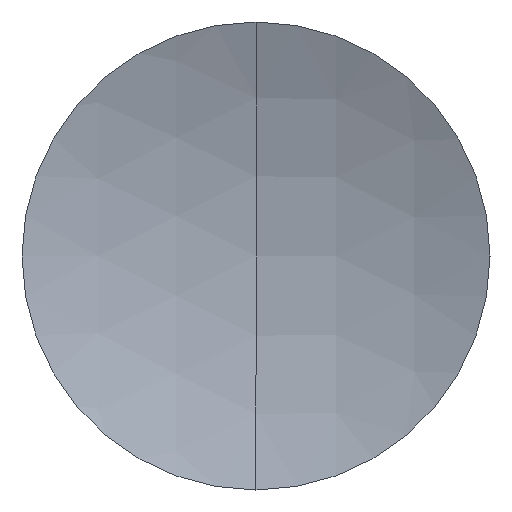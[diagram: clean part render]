
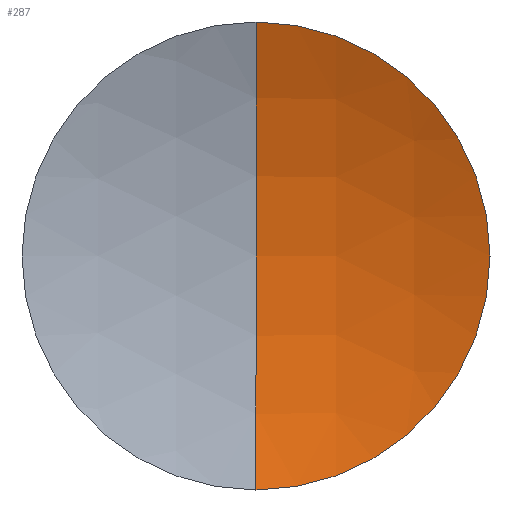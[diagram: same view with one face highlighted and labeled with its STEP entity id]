
A CAD part, left-side view. The second image highlights one B-rep face of the part: STEP entity #287.
In plain terms, the highlighted spherical face has radius 54.838 mm.
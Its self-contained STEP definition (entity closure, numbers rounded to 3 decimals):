
#5 = DIRECTION ( 'NONE',  ( 0., 1., 0. ) ) ;
#23 = DIRECTION ( 'NONE',  ( 0., 0., 1. ) ) ;
#30 = SPHERICAL_SURFACE ( 'NONE', #156, 54.838 ) ;
#53 = AXIS2_PLACEMENT_3D ( 'NONE', #258, #187, #88 ) ;
#56 = CARTESIAN_POINT ( 'NONE',  ( 250.634, 0., 0. ) ) ;
#79 = CIRCLE ( 'NONE', #153, 54.838 ) ;
#88 = DIRECTION ( 'NONE',  ( 0., 0., -1. ) ) ;
#91 = CARTESIAN_POINT ( 'NONE',  ( 250.634, 0., 20. ) ) ;
#110 = ORIENTED_EDGE ( 'NONE', *, *, #273, .T. ) ;
#111 = CIRCLE ( 'NONE', #53, 54.838 ) ;
#113 = VERTEX_POINT ( 'NONE', #239 ) ;
#120 = EDGE_CURVE ( 'NONE', #277, #113, #79, .T. ) ;
#130 = DIRECTION ( 'NONE',  ( 0., 0., 1. ) ) ;
#139 = DIRECTION ( 'NONE',  ( 0., 1., 0. ) ) ;
#149 = AXIS2_PLACEMENT_3D ( 'NONE', #56, #335, #130 ) ;
#153 = AXIS2_PLACEMENT_3D ( 'NONE', #230, #139, #338 ) ;
#154 = CIRCLE ( 'NONE', #149, 20. ) ;
#156 = AXIS2_PLACEMENT_3D ( 'NONE', #198, #5, #23 ) ;
#185 = ORIENTED_EDGE ( 'NONE', *, *, #289, .F. ) ;
#187 = DIRECTION ( 'NONE',  ( 0., -1., 0. ) ) ;
#198 = CARTESIAN_POINT ( 'NONE',  ( 199.573, 0., 0. ) ) ;
#218 = FACE_OUTER_BOUND ( 'NONE', #308, .T. ) ;
#225 = VERTEX_POINT ( 'NONE', #91 ) ;
#230 = CARTESIAN_POINT ( 'NONE',  ( 199.573, 0., 0. ) ) ;
#239 = CARTESIAN_POINT ( 'NONE',  ( 250.634, 0., -20. ) ) ;
#244 = ORIENTED_EDGE ( 'NONE', *, *, #120, .T. ) ;
#258 = CARTESIAN_POINT ( 'NONE',  ( 199.573, 0., 0. ) ) ;
#273 = EDGE_CURVE ( 'NONE', #113, #225, #154, .T. ) ;
#277 = VERTEX_POINT ( 'NONE', #329 ) ;
#287 = ADVANCED_FACE ( 'NONE', ( #218 ), #30, .F. ) ;
#289 = EDGE_CURVE ( 'NONE', #277, #225, #111, .T. ) ;
#308 = EDGE_LOOP ( 'NONE', ( #185, #244, #110 ) ) ;
#329 = CARTESIAN_POINT ( 'NONE',  ( 254.411, 0., 0. ) ) ;
#335 = DIRECTION ( 'NONE',  ( -1., 0., 0. ) ) ;
#338 = DIRECTION ( 'NONE',  ( 0., 0., 1. ) ) ;
